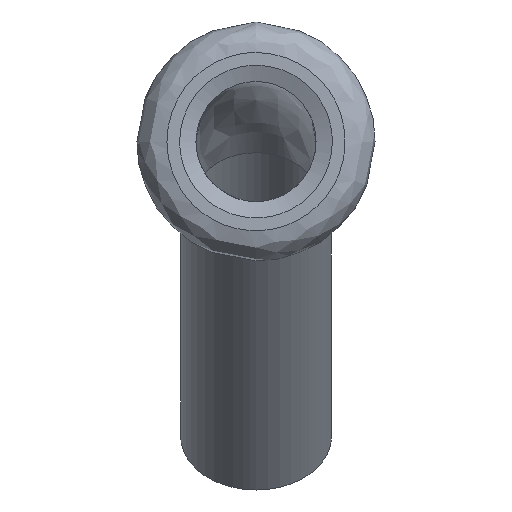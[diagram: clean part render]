
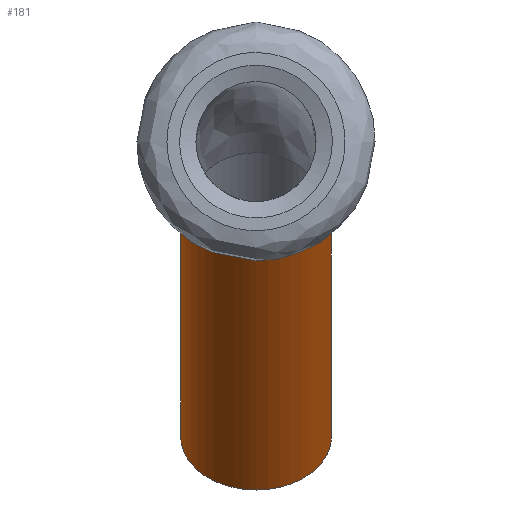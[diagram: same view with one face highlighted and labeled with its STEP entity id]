
A CAD part, left-side view. The second image highlights one B-rep face of the part: STEP entity #181.
In plain terms, the highlighted free-form (B-spline) face has degree [1, 2] with [2, 9] control points.
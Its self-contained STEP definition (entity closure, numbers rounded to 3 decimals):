
#181 = ADVANCED_FACE('',(#182),#218,.T.);
#182 = FACE_BOUND('',#183,.T.);
#183 = EDGE_LOOP('',(#184,#198,#205,#217));
#184 = ORIENTED_EDGE('',*,*,#185,.T.);
#185 = EDGE_CURVE('',#186,#186,#188,.T.);
#186 = VERTEX_POINT('',#187);
#187 = CARTESIAN_POINT('',(55.259,0.,
    -34.224));
#188 = ( BOUNDED_CURVE() B_SPLINE_CURVE(2,(#189,#190,#191,#192,#193,#194
,#195,#196,#197),.UNSPECIFIED.,.T.,.F.) B_SPLINE_CURVE_WITH_KNOTS((3,2,2
    ,2,3),(-3.142,-1.571,0.,1.571,
3.142),.UNSPECIFIED.) CURVE() GEOMETRIC_REPRESENTATION_ITEM() 
RATIONAL_B_SPLINE_CURVE((1.,0.707,1.,0.707,1.,
0.707,1.,0.707,1.)) REPRESENTATION_ITEM('') );
#189 = CARTESIAN_POINT('',(55.259,0.,
    -34.224));
#190 = CARTESIAN_POINT('',(55.259,-7.4,-34.224));
#191 = CARTESIAN_POINT('',(60.491,-7.4,-28.991));
#192 = CARTESIAN_POINT('',(65.724,-7.4,-23.759));
#193 = CARTESIAN_POINT('',(65.724,0.,-23.759));
#194 = CARTESIAN_POINT('',(65.724,7.4,-23.759));
#195 = CARTESIAN_POINT('',(60.491,7.4,-28.991));
#196 = CARTESIAN_POINT('',(55.259,7.4,-34.224));
#197 = CARTESIAN_POINT('',(55.259,0.,
    -34.224));
#198 = ORIENTED_EDGE('',*,*,#199,.T.);
#199 = EDGE_CURVE('',#186,#200,#202,.T.);
#200 = VERTEX_POINT('',#201);
#201 = CARTESIAN_POINT('',(31.539,0.,
    -10.505));
#202 = B_SPLINE_CURVE_WITH_KNOTS('',1,(#203,#204),.UNSPECIFIED.,.F.,.F.,
  (2,2),(-4.533,0.),.PIECEWISE_BEZIER_KNOTS.);
#203 = CARTESIAN_POINT('',(55.259,0.,-34.224));
#204 = CARTESIAN_POINT('',(31.539,0.,-10.505));
#205 = ORIENTED_EDGE('',*,*,#206,.F.);
#206 = EDGE_CURVE('',#200,#200,#207,.T.);
#207 = ( BOUNDED_CURVE() B_SPLINE_CURVE(2,(#208,#209,#210,#211,#212,#213
,#214,#215,#216),.UNSPECIFIED.,.T.,.F.) B_SPLINE_CURVE_WITH_KNOTS((3,2,2
    ,2,3),(-3.142,-1.571,0.,1.571,
3.142),.UNSPECIFIED.) CURVE() GEOMETRIC_REPRESENTATION_ITEM() 
RATIONAL_B_SPLINE_CURVE((1.,0.707,1.,0.707,1.,
0.707,1.,0.707,1.)) REPRESENTATION_ITEM('') );
#208 = CARTESIAN_POINT('',(31.539,0.,
    -10.505));
#209 = CARTESIAN_POINT('',(31.539,-7.4,-10.505));
#210 = CARTESIAN_POINT('',(36.772,-7.4,-5.272));
#211 = CARTESIAN_POINT('',(42.005,-7.4,-0.039));
#212 = CARTESIAN_POINT('',(42.005,0.,-0.039));
#213 = CARTESIAN_POINT('',(42.005,7.4,-0.039));
#214 = CARTESIAN_POINT('',(36.772,7.4,-5.272));
#215 = CARTESIAN_POINT('',(31.539,7.4,-10.505));
#216 = CARTESIAN_POINT('',(31.539,0.,
    -10.505));
#217 = ORIENTED_EDGE('',*,*,#199,.F.);
#218 = ( BOUNDED_SURFACE() B_SPLINE_SURFACE(1,2,(
    (#219,#220,#221,#222,#223,#224,#225,#226,#227)
    ,(#228,#229,#230,#231,#232,#233,#234,#235,#236
)),.UNSPECIFIED.,.F.,.T.,.F.) B_SPLINE_SURFACE_WITH_KNOTS((2,2),(1,2,2,2
    ,2,2,1),(0.,4.533),(-4.712,
    -3.142,-1.571,0.,1.571,3.142,
4.712),.UNSPECIFIED.) GEOMETRIC_REPRESENTATION_ITEM() 
RATIONAL_B_SPLINE_SURFACE((
    (1.,0.707,1.,0.707,1.,0.707,1.
      ,0.707,1.)
    ,(1.,0.707,1.,0.707,1.,0.707,1.
,0.707,1.))) REPRESENTATION_ITEM('') SURFACE() );
#219 = CARTESIAN_POINT('',(55.259,0.,-34.224));
#220 = CARTESIAN_POINT('',(55.259,7.4,-34.224));
#221 = CARTESIAN_POINT('',(60.491,7.4,-28.991));
#222 = CARTESIAN_POINT('',(65.724,7.4,-23.759));
#223 = CARTESIAN_POINT('',(65.724,0.,-23.759));
#224 = CARTESIAN_POINT('',(65.724,-7.4,-23.759));
#225 = CARTESIAN_POINT('',(60.491,-7.4,-28.991));
#226 = CARTESIAN_POINT('',(55.259,-7.4,-34.224));
#227 = CARTESIAN_POINT('',(55.259,0.,-34.224));
#228 = CARTESIAN_POINT('',(31.539,0.,-10.505));
#229 = CARTESIAN_POINT('',(31.539,7.4,-10.505));
#230 = CARTESIAN_POINT('',(36.772,7.4,-5.272));
#231 = CARTESIAN_POINT('',(42.005,7.4,-0.039));
#232 = CARTESIAN_POINT('',(42.005,0.,-0.039));
#233 = CARTESIAN_POINT('',(42.005,-7.4,-0.039));
#234 = CARTESIAN_POINT('',(36.772,-7.4,-5.272));
#235 = CARTESIAN_POINT('',(31.539,-7.4,-10.505));
#236 = CARTESIAN_POINT('',(31.539,0.,-10.505));
